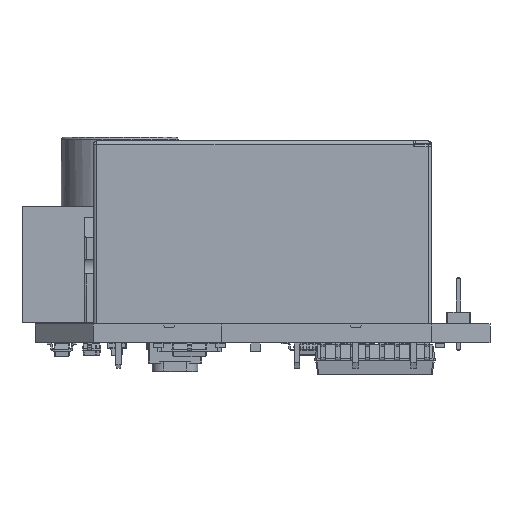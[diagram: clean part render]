
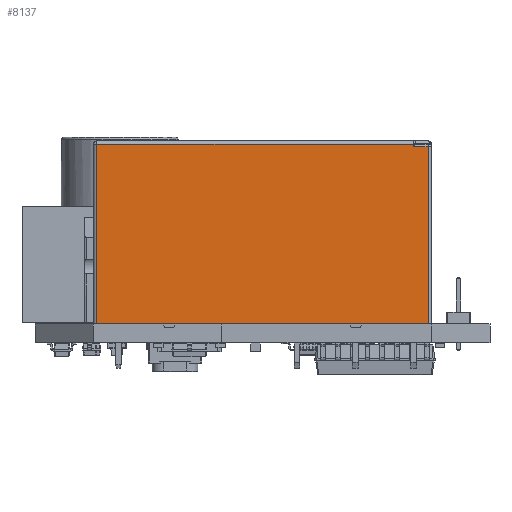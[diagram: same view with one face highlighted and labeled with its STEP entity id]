
A CAD part, front view. The second image highlights one B-rep face of the part: STEP entity #8137.
In plain terms, the highlighted planar face has unit normal (0, -1, 0).
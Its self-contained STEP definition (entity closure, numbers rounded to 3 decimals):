
#7980 = EDGE_CURVE('',#7981,#7983,#7985,.T.);
#7981 = VERTEX_POINT('',#7982);
#7982 = CARTESIAN_POINT('',(21.5,-0.5,-0.5));
#7983 = VERTEX_POINT('',#7984);
#7984 = CARTESIAN_POINT('',(6.5,-0.5,-0.5));
#7985 = LINE('',#7986,#7987);
#7986 = CARTESIAN_POINT('',(28.5,-0.5,-0.5));
#7987 = VECTOR('',#7988,1.);
#7988 = DIRECTION('',(-1.,0.,0.));
#8111 = VERTEX_POINT('',#8112);
#8112 = CARTESIAN_POINT('',(5.5,-0.5,-0.5));
#8118 = EDGE_CURVE('',#8111,#8119,#8121,.T.);
#8119 = VERTEX_POINT('',#8120);
#8120 = CARTESIAN_POINT('',(-0.2,-0.5,-0.5));
#8121 = LINE('',#8122,#8123);
#8122 = CARTESIAN_POINT('',(28.5,-0.5,-0.5));
#8123 = VECTOR('',#8124,1.);
#8124 = DIRECTION('',(-1.,0.,0.));
#8137 = ADVANCED_FACE('',(#8138),#8234,.T.);
#8138 = FACE_BOUND('',#8139,.T.);
#8139 = EDGE_LOOP('',(#8140,#8150,#8158,#8166,#8174,#8180,#8181,#8189,
    #8197,#8203,#8204,#8212,#8220,#8228));
#8140 = ORIENTED_EDGE('',*,*,#8141,.T.);
#8141 = EDGE_CURVE('',#8142,#8144,#8146,.T.);
#8142 = VERTEX_POINT('',#8143);
#8143 = CARTESIAN_POINT('',(28.2,-0.5,-0.5));
#8144 = VERTEX_POINT('',#8145);
#8145 = CARTESIAN_POINT('',(28.2,-0.5,14.7));
#8146 = LINE('',#8147,#8148);
#8147 = CARTESIAN_POINT('',(28.2,-0.5,15.2));
#8148 = VECTOR('',#8149,1.);
#8149 = DIRECTION('',(0.,0.,1.));
#8150 = ORIENTED_EDGE('',*,*,#8151,.T.);
#8151 = EDGE_CURVE('',#8144,#8152,#8154,.T.);
#8152 = VERTEX_POINT('',#8153);
#8153 = CARTESIAN_POINT('',(26.917,-0.5,14.7));
#8154 = LINE('',#8155,#8156);
#8155 = CARTESIAN_POINT('',(28.5,-0.5,14.7));
#8156 = VECTOR('',#8157,1.);
#8157 = DIRECTION('',(-1.,0.,0.));
#8158 = ORIENTED_EDGE('',*,*,#8159,.T.);
#8159 = EDGE_CURVE('',#8152,#8160,#8162,.T.);
#8160 = VERTEX_POINT('',#8161);
#8161 = CARTESIAN_POINT('',(26.917,-0.5,14.9));
#8162 = LINE('',#8163,#8164);
#8163 = CARTESIAN_POINT('',(26.917,-0.5,15.2));
#8164 = VECTOR('',#8165,1.);
#8165 = DIRECTION('',(0.,0.,1.));
#8166 = ORIENTED_EDGE('',*,*,#8167,.T.);
#8167 = EDGE_CURVE('',#8160,#8168,#8170,.T.);
#8168 = VERTEX_POINT('',#8169);
#8169 = CARTESIAN_POINT('',(-0.2,-0.5,14.9));
#8170 = LINE('',#8171,#8172);
#8171 = CARTESIAN_POINT('',(28.5,-0.5,14.9));
#8172 = VECTOR('',#8173,1.);
#8173 = DIRECTION('',(-1.,0.,0.));
#8174 = ORIENTED_EDGE('',*,*,#8175,.T.);
#8175 = EDGE_CURVE('',#8168,#8119,#8176,.T.);
#8176 = LINE('',#8177,#8178);
#8177 = CARTESIAN_POINT('',(-0.2,-0.5,15.2));
#8178 = VECTOR('',#8179,1.);
#8179 = DIRECTION('',(0.,0.,-1.));
#8180 = ORIENTED_EDGE('',*,*,#8118,.F.);
#8181 = ORIENTED_EDGE('',*,*,#8182,.T.);
#8182 = EDGE_CURVE('',#8111,#8183,#8185,.T.);
#8183 = VERTEX_POINT('',#8184);
#8184 = CARTESIAN_POINT('',(5.6,-0.5,-0.8));
#8185 = LINE('',#8186,#8187);
#8186 = CARTESIAN_POINT('',(3.09,-0.5,6.73));
#8187 = VECTOR('',#8188,1.);
#8188 = DIRECTION('',(0.316,0.,-0.949)
  );
#8189 = ORIENTED_EDGE('',*,*,#8190,.F.);
#8190 = EDGE_CURVE('',#8191,#8183,#8193,.T.);
#8191 = VERTEX_POINT('',#8192);
#8192 = CARTESIAN_POINT('',(6.4,-0.5,-0.8));
#8193 = LINE('',#8194,#8195);
#8194 = CARTESIAN_POINT('',(6.5,-0.5,-0.8));
#8195 = VECTOR('',#8196,1.);
#8196 = DIRECTION('',(-1.,0.,0.));
#8197 = ORIENTED_EDGE('',*,*,#8198,.T.);
#8198 = EDGE_CURVE('',#8191,#7983,#8199,.T.);
#8199 = LINE('',#8200,#8201);
#8200 = CARTESIAN_POINT('',(13.41,-0.5,20.23));
#8201 = VECTOR('',#8202,1.);
#8202 = DIRECTION('',(0.316,0.,0.949)
  );
#8203 = ORIENTED_EDGE('',*,*,#7980,.F.);
#8204 = ORIENTED_EDGE('',*,*,#8205,.T.);
#8205 = EDGE_CURVE('',#7981,#8206,#8208,.T.);
#8206 = VERTEX_POINT('',#8207);
#8207 = CARTESIAN_POINT('',(21.6,-0.5,-0.8));
#8208 = LINE('',#8209,#8210);
#8209 = CARTESIAN_POINT('',(17.49,-0.5,11.53));
#8210 = VECTOR('',#8211,1.);
#8211 = DIRECTION('',(0.316,0.,-0.949)
  );
#8212 = ORIENTED_EDGE('',*,*,#8213,.T.);
#8213 = EDGE_CURVE('',#8206,#8214,#8216,.T.);
#8214 = VERTEX_POINT('',#8215);
#8215 = CARTESIAN_POINT('',(22.4,-0.5,-0.8));
#8216 = LINE('',#8217,#8218);
#8217 = CARTESIAN_POINT('',(21.5,-0.5,-0.8));
#8218 = VECTOR('',#8219,1.);
#8219 = DIRECTION('',(1.,0.,0.));
#8220 = ORIENTED_EDGE('',*,*,#8221,.T.);
#8221 = EDGE_CURVE('',#8214,#8222,#8224,.T.);
#8222 = VERTEX_POINT('',#8223);
#8223 = CARTESIAN_POINT('',(22.5,-0.5,-0.5));
#8224 = LINE('',#8225,#8226);
#8225 = CARTESIAN_POINT('',(27.81,-0.5,15.43));
#8226 = VECTOR('',#8227,1.);
#8227 = DIRECTION('',(0.316,0.,0.949)
  );
#8228 = ORIENTED_EDGE('',*,*,#8229,.F.);
#8229 = EDGE_CURVE('',#8142,#8222,#8230,.T.);
#8230 = LINE('',#8231,#8232);
#8231 = CARTESIAN_POINT('',(28.5,-0.5,-0.5));
#8232 = VECTOR('',#8233,1.);
#8233 = DIRECTION('',(-1.,0.,0.));
#8234 = PLANE('',#8235);
#8235 = AXIS2_PLACEMENT_3D('',#8236,#8237,#8238);
#8236 = CARTESIAN_POINT('',(28.5,-0.5,15.2));
#8237 = DIRECTION('',(0.,-1.,0.));
#8238 = DIRECTION('',(1.,0.,0.));
